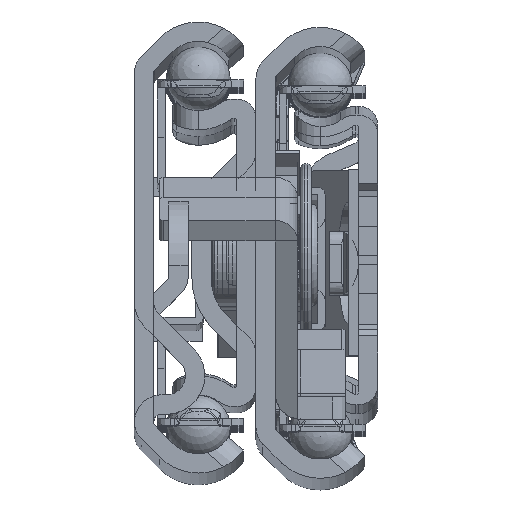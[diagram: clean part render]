
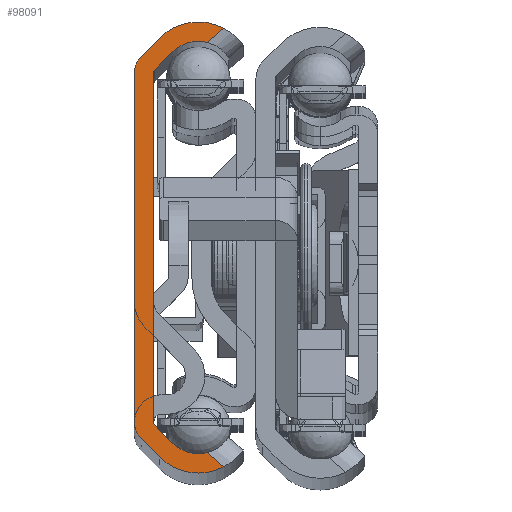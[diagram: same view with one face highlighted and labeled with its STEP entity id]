
A CAD part, top view. The second image highlights one B-rep face of the part: STEP entity #98091.
In plain terms, the highlighted planar face has unit normal (0, 0, 1).
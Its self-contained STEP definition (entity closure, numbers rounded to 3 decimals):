
#8679=PLANE('',#107529);
#13809=FACE_OUTER_BOUND('',#19180,.T.);
#19180=EDGE_LOOP('',(#90354,#90355,#90356,#90357,#90358,#90359,#90360,#90361,
#90362,#90363,#90364,#90365,#90366,#90367,#90368,#90369));
#25050=LINE('',#211148,#31100);
#25178=LINE('',#211764,#31228);
#25268=LINE('',#212093,#31318);
#25269=LINE('',#212098,#31319);
#25270=LINE('',#212103,#31320);
#25271=LINE('',#212106,#31321);
#25272=LINE('',#212108,#31322);
#25273=LINE('',#212110,#31323);
#31100=VECTOR('',#131616,10.);
#31228=VECTOR('',#131946,10.);
#31318=VECTOR('',#132208,10.);
#31319=VECTOR('',#132213,10.);
#31320=VECTOR('',#132218,10.);
#31321=VECTOR('',#132221,10.);
#31322=VECTOR('',#132222,10.);
#31323=VECTOR('',#132225,10.);
#35767=CIRCLE('',#107377,1.8);
#35816=CIRCLE('',#107523,4.3);
#35817=CIRCLE('',#107527,4.3);
#35818=CIRCLE('',#107530,2.8);
#35819=CIRCLE('',#107531,0.3);
#35820=CIRCLE('',#107532,0.3);
#35821=CIRCLE('',#107533,2.8);
#35822=CIRCLE('',#107534,1.8);
#45382=VERTEX_POINT('',#211145);
#45383=VERTEX_POINT('',#211147);
#45461=VERTEX_POINT('',#211305);
#45462=VERTEX_POINT('',#211307);
#45518=VERTEX_POINT('',#211763);
#45580=VERTEX_POINT('',#212012);
#45581=VERTEX_POINT('',#212023);
#45586=VERTEX_POINT('',#212061);
#45587=VERTEX_POINT('',#212063);
#45589=VERTEX_POINT('',#212078);
#45590=VERTEX_POINT('',#212095);
#45591=VERTEX_POINT('',#212097);
#45592=VERTEX_POINT('',#212100);
#45593=VERTEX_POINT('',#212102);
#45594=VERTEX_POINT('',#212104);
#45595=VERTEX_POINT('',#212107);
#60244=EDGE_CURVE('',#45382,#45383,#25050,.T.);
#60324=EDGE_CURVE('',#45461,#45462,#35767,.T.);
#60430=EDGE_CURVE('',#45462,#45518,#25178,.T.);
#60545=EDGE_CURVE('',#45580,#45581,#35816,.T.);
#60554=EDGE_CURVE('',#45586,#45587,#35817,.T.);
#60558=EDGE_CURVE('',#45589,#45580,#25268,.T.);
#60559=EDGE_CURVE('',#45590,#45589,#35818,.T.);
#60560=EDGE_CURVE('',#45591,#45590,#25269,.T.);
#60561=EDGE_CURVE('',#45383,#45591,#35819,.T.);
#60562=EDGE_CURVE('',#45592,#45382,#35820,.T.);
#60563=EDGE_CURVE('',#45593,#45592,#25270,.T.);
#60564=EDGE_CURVE('',#45594,#45593,#35821,.T.);
#60565=EDGE_CURVE('',#45587,#45594,#25271,.T.);
#60566=EDGE_CURVE('',#45595,#45586,#25272,.T.);
#60567=EDGE_CURVE('',#45518,#45595,#35822,.T.);
#60568=EDGE_CURVE('',#45581,#45461,#25273,.T.);
#90354=ORIENTED_EDGE('',*,*,#60558,.F.);
#90355=ORIENTED_EDGE('',*,*,#60559,.F.);
#90356=ORIENTED_EDGE('',*,*,#60560,.F.);
#90357=ORIENTED_EDGE('',*,*,#60561,.F.);
#90358=ORIENTED_EDGE('',*,*,#60244,.F.);
#90359=ORIENTED_EDGE('',*,*,#60562,.F.);
#90360=ORIENTED_EDGE('',*,*,#60563,.F.);
#90361=ORIENTED_EDGE('',*,*,#60564,.F.);
#90362=ORIENTED_EDGE('',*,*,#60565,.F.);
#90363=ORIENTED_EDGE('',*,*,#60554,.F.);
#90364=ORIENTED_EDGE('',*,*,#60566,.F.);
#90365=ORIENTED_EDGE('',*,*,#60567,.F.);
#90366=ORIENTED_EDGE('',*,*,#60430,.F.);
#90367=ORIENTED_EDGE('',*,*,#60324,.F.);
#90368=ORIENTED_EDGE('',*,*,#60568,.F.);
#90369=ORIENTED_EDGE('',*,*,#60545,.F.);
#98091=ADVANCED_FACE('',(#13809),#8679,.T.);
#107377=AXIS2_PLACEMENT_3D('',#211308,#131732,#131733);
#107523=AXIS2_PLACEMENT_3D('',#212024,#132189,#132190);
#107527=AXIS2_PLACEMENT_3D('',#212064,#132203,#132204);
#107529=AXIS2_PLACEMENT_3D('',#212094,#132209,#132210);
#107530=AXIS2_PLACEMENT_3D('',#212096,#132211,#132212);
#107531=AXIS2_PLACEMENT_3D('',#212099,#132214,#132215);
#107532=AXIS2_PLACEMENT_3D('',#212101,#132216,#132217);
#107533=AXIS2_PLACEMENT_3D('',#212105,#132219,#132220);
#107534=AXIS2_PLACEMENT_3D('',#212109,#132223,#132224);
#131616=DIRECTION('',(0.,-1.,0.));
#131732=DIRECTION('center_axis',(0.,0.,-1.));
#131733=DIRECTION('ref_axis',(1.,0.,0.));
#131946=DIRECTION('',(0.,1.,0.));
#132189=DIRECTION('center_axis',(0.,0.,-1.));
#132190=DIRECTION('ref_axis',(0.707,0.707,0.));
#132203=DIRECTION('center_axis',(0.,0.,-1.));
#132204=DIRECTION('ref_axis',(-0.814,-0.581,0.));
#132208=DIRECTION('',(0.751,-0.66,0.));
#132209=DIRECTION('center_axis',(0.,0.,1.));
#132210=DIRECTION('ref_axis',(1.,0.,0.));
#132211=DIRECTION('center_axis',(0.,0.,1.));
#132212=DIRECTION('ref_axis',(-0.707,-0.707,0.));
#132213=DIRECTION('',(0.707,-0.707,0.));
#132214=DIRECTION('center_axis',(0.,0.,1.));
#132215=DIRECTION('ref_axis',(-1.,0.,0.));
#132216=DIRECTION('center_axis',(0.,0.,1.));
#132217=DIRECTION('ref_axis',(-0.707,0.707,0.));
#132218=DIRECTION('',(-0.707,-0.707,0.));
#132219=DIRECTION('center_axis',(0.,0.,1.));
#132220=DIRECTION('ref_axis',(0.844,0.536,0.));
#132221=DIRECTION('',(-0.751,-0.66,0.));
#132222=DIRECTION('',(0.707,0.707,0.));
#132223=DIRECTION('center_axis',(0.,0.,-1.));
#132224=DIRECTION('ref_axis',(0.707,-0.707,0.));
#132225=DIRECTION('',(-0.707,0.707,0.));
#211145=CARTESIAN_POINT('',(1.5,13.636,417.));
#211147=CARTESIAN_POINT('',(1.5,-13.636,417.));
#211148=CARTESIAN_POINT('',(1.5,13.636,417.));
#211305=CARTESIAN_POINT('',(0.527,-14.908,417.));
#211307=CARTESIAN_POINT('',(0.,-13.636,417.));
#211308=CARTESIAN_POINT('Origin',(1.8,-13.636,417.));
#211763=CARTESIAN_POINT('',(0.,13.636,417.));
#211764=CARTESIAN_POINT('',(0.,-13.636,417.));
#212012=CARTESIAN_POINT('',(6.974,-17.12,417.));
#212023=CARTESIAN_POINT('',(1.959,-16.341,417.));
#212024=CARTESIAN_POINT('Origin',(5.,-13.3,417.));
#212061=CARTESIAN_POINT('',(1.959,16.341,417.));
#212063=CARTESIAN_POINT('',(6.974,17.12,417.));
#212064=CARTESIAN_POINT('Origin',(5.,13.3,417.));
#212078=CARTESIAN_POINT('',(5.71,-16.009,417.));
#212093=CARTESIAN_POINT('',(0.935,-11.813,417.));
#212094=CARTESIAN_POINT('Origin',(2.262,0.,
417.));
#212095=CARTESIAN_POINT('',(3.02,-15.28,417.));
#212096=CARTESIAN_POINT('Origin',(5.,-13.3,417.));
#212097=CARTESIAN_POINT('',(1.588,-13.848,417.));
#212098=CARTESIAN_POINT('',(1.588,-13.848,417.));
#212099=CARTESIAN_POINT('Origin',(1.8,-13.636,417.));
#212100=CARTESIAN_POINT('',(1.588,13.848,417.));
#212101=CARTESIAN_POINT('Origin',(1.8,13.636,417.));
#212102=CARTESIAN_POINT('',(3.02,15.28,417.));
#212103=CARTESIAN_POINT('',(3.02,15.28,417.));
#212104=CARTESIAN_POINT('',(5.71,16.009,417.));
#212105=CARTESIAN_POINT('Origin',(5.,13.3,417.));
#212106=CARTESIAN_POINT('',(1.503,12.312,417.));
#212107=CARTESIAN_POINT('',(0.527,14.908,417.));
#212108=CARTESIAN_POINT('',(0.527,14.908,417.));
#212109=CARTESIAN_POINT('Origin',(1.8,13.636,417.));
#212110=CARTESIAN_POINT('',(1.959,-16.341,417.));
